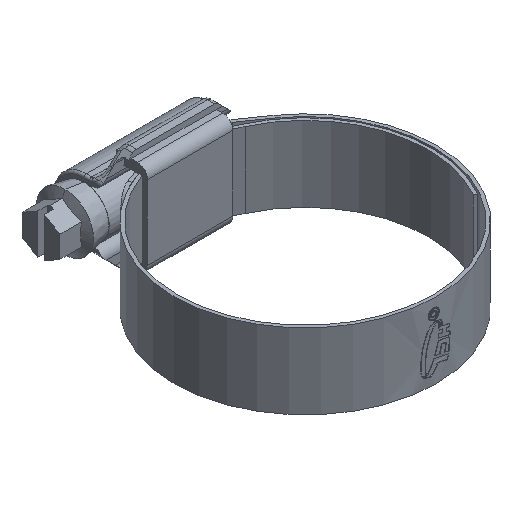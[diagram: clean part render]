
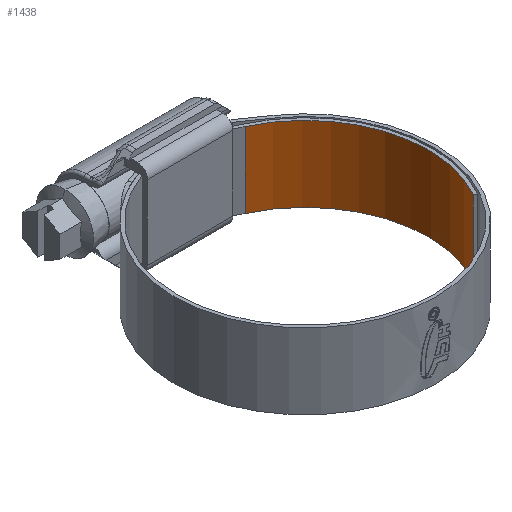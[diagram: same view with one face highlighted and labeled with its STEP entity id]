
A CAD part, isometric view. The second image highlights one B-rep face of the part: STEP entity #1438.
In plain terms, the highlighted cylindrical face has radius 26 mm (diameter 52 mm), a partial arc.
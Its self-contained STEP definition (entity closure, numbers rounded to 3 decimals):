
#584 = CARTESIAN_POINT ( 'NONE',  ( 10.911, 23.6, -7.95 ) ) ;
#691 = VECTOR ( 'NONE', #863, 1000. ) ;
#762 = AXIS2_PLACEMENT_3D ( 'NONE', #1231, #9745, #4994 ) ;
#784 = VERTEX_POINT ( 'NONE', #9540 ) ;
#863 = DIRECTION ( 'NONE',  ( 0., 0., -1. ) ) ;
#1231 = CARTESIAN_POINT ( 'NONE',  ( 0., 0., 7.95 ) ) ;
#1325 = EDGE_LOOP ( 'NONE', ( #2402, #2657, #9382, #6711 ) ) ;
#1438 = ADVANCED_FACE ( 'NONE', ( #3671 ), #6078, .F. ) ;
#1498 = VERTEX_POINT ( 'NONE', #584 ) ;
#1645 = LINE ( 'NONE', #4767, #691 ) ;
#1765 = DIRECTION ( 'NONE',  ( 0., 0., -1. ) ) ;
#2214 = CIRCLE ( 'NONE', #7965, 26. ) ;
#2402 = ORIENTED_EDGE ( 'NONE', *, *, #6671, .F. ) ;
#2657 = ORIENTED_EDGE ( 'NONE', *, *, #8974, .F. ) ;
#2791 = VERTEX_POINT ( 'NONE', #4253 ) ;
#3271 = CARTESIAN_POINT ( 'NONE',  ( 0., 0., -7.95 ) ) ;
#3536 = EDGE_CURVE ( 'NONE', #2791, #1498, #1645, .T. ) ;
#3621 = AXIS2_PLACEMENT_3D ( 'NONE', #8637, #7846, #4541 ) ;
#3671 = FACE_OUTER_BOUND ( 'NONE', #1325, .T. ) ;
#3885 = DIRECTION ( 'NONE',  ( 0., 0., 1. ) ) ;
#4187 = VERTEX_POINT ( 'NONE', #7042 ) ;
#4253 = CARTESIAN_POINT ( 'NONE',  ( 10.911, 23.6, 7.95 ) ) ;
#4541 = DIRECTION ( 'NONE',  ( -1., 0., 0. ) ) ;
#4767 = CARTESIAN_POINT ( 'NONE',  ( 10.911, 23.6, 7.95 ) ) ;
#4829 = CARTESIAN_POINT ( 'NONE',  ( 22.517, -13., 7.95 ) ) ;
#4994 = DIRECTION ( 'NONE',  ( 1., 0., 0. ) ) ;
#6078 = CYLINDRICAL_SURFACE ( 'NONE', #3621, 26. ) ;
#6377 = LINE ( 'NONE', #4829, #6685 ) ;
#6397 = DIRECTION ( 'NONE',  ( 1., 0., 0. ) ) ;
#6671 = EDGE_CURVE ( 'NONE', #4187, #1498, #2214, .T. ) ;
#6685 = VECTOR ( 'NONE', #1765, 1000. ) ;
#6711 = ORIENTED_EDGE ( 'NONE', *, *, #3536, .T. ) ;
#6827 = CIRCLE ( 'NONE', #762, 26. ) ;
#7035 = EDGE_CURVE ( 'NONE', #784, #2791, #6827, .T. ) ;
#7042 = CARTESIAN_POINT ( 'NONE',  ( 22.517, -13., -7.95 ) ) ;
#7846 = DIRECTION ( 'NONE',  ( 0., 0., -1. ) ) ;
#7965 = AXIS2_PLACEMENT_3D ( 'NONE', #3271, #3885, #6397 ) ;
#8637 = CARTESIAN_POINT ( 'NONE',  ( 0., 0., 7.95 ) ) ;
#8974 = EDGE_CURVE ( 'NONE', #784, #4187, #6377, .T. ) ;
#9382 = ORIENTED_EDGE ( 'NONE', *, *, #7035, .T. ) ;
#9540 = CARTESIAN_POINT ( 'NONE',  ( 22.517, -13., 7.95 ) ) ;
#9745 = DIRECTION ( 'NONE',  ( 0., 0., 1. ) ) ;
